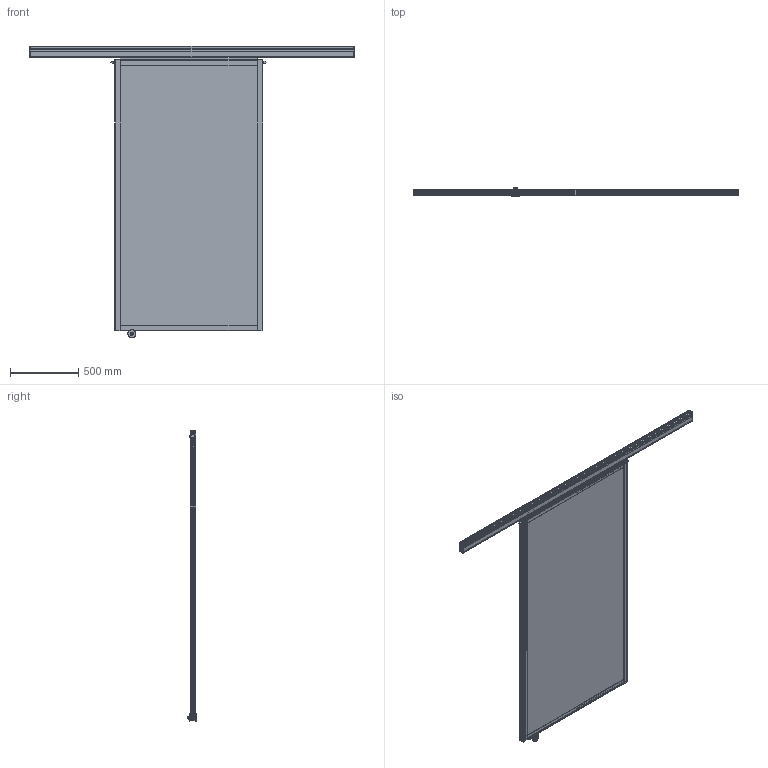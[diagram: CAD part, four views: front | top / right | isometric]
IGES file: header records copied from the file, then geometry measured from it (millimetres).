
Global section: file name: SZ8140N_A; native system: Autodesk Inventor 2015; preprocessor: unknown; author: Marina Kaa; date: 20151117.081444; units: millimetre
Bounding box: 2368 x 67.69 x 2130.85 mm (x, y, z)
Volume: 16064956 mm3; surface area: 8458221.5 mm2
Topology: 145 solids, 145 shells, 1724 faces, 4838 edges, 3293 vertices
Faces by surface type: bspline 1724
